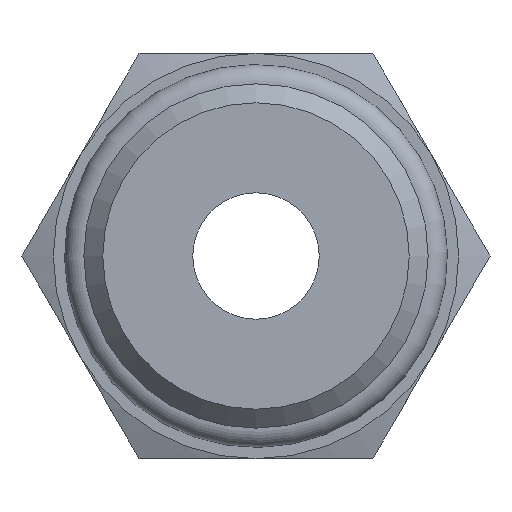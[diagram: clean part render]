
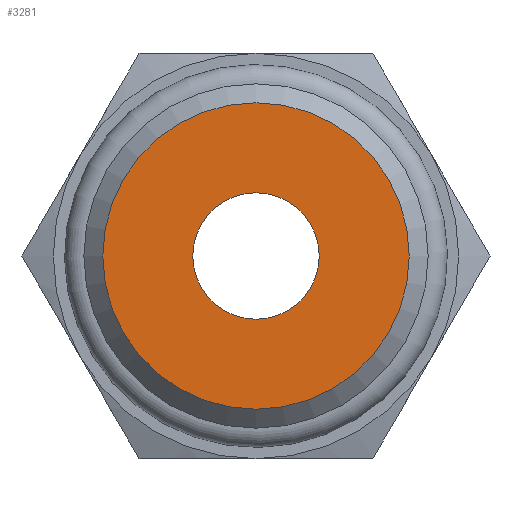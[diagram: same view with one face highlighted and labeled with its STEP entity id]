
A CAD part, left-side view. The second image highlights one B-rep face of the part: STEP entity #3281.
In plain terms, the highlighted planar face has unit normal (-1, 0, 0).
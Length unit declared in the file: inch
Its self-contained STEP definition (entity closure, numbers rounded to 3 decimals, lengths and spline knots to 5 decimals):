
#3159=CARTESIAN_POINT('',(-0.728,-0.195,0.));
#3160=VERTEX_POINT('',#3159);
#3161=CARTESIAN_POINT('',(-0.728,0.,0.));
#3162=DIRECTION('',(1.0,0.0,0.0));
#3163=DIRECTION('',(0.0,1.0,0.0));
#3164=AXIS2_PLACEMENT_3D('',#3161,#3162,#3163);
#3165=CIRCLE('',#3164,0.195);
#3166=EDGE_CURVE('',#3160,#3160,#3165,.T.);
#3255=CARTESIAN_POINT('',(-0.728,0.,0.4725));
#3256=VERTEX_POINT('',#3255);
#3257=CARTESIAN_POINT('',(-0.728,0.,0.));
#3258=DIRECTION('',(1.0,0.0,0.0));
#3259=DIRECTION('',(0.0,0.0,-1.0));
#3260=AXIS2_PLACEMENT_3D('',#3257,#3258,#3259);
#3261=CIRCLE('',#3260,0.4725);
#3262=EDGE_CURVE('',#3256,#3256,#3261,.T.);
#3270=CARTESIAN_POINT('',(-0.728,0.,0.));
#3271=DIRECTION('',(1.0,0.0,0.0));
#3272=DIRECTION('',(0.0,0.0,-1.0));
#3273=AXIS2_PLACEMENT_3D('',#3270,#3271,#3272);
#3274=PLANE('',#3273);
#3275=ORIENTED_EDGE('',*,*,#3262,.F.);
#3276=EDGE_LOOP('',(#3275));
#3277=FACE_OUTER_BOUND('',#3276,.T.);
#3278=ORIENTED_EDGE('',*,*,#3166,.T.);
#3279=EDGE_LOOP('',(#3278));
#3280=FACE_BOUND('',#3279,.T.);
#3281=ADVANCED_FACE('',(#3277,#3280),#3274,.F.);
